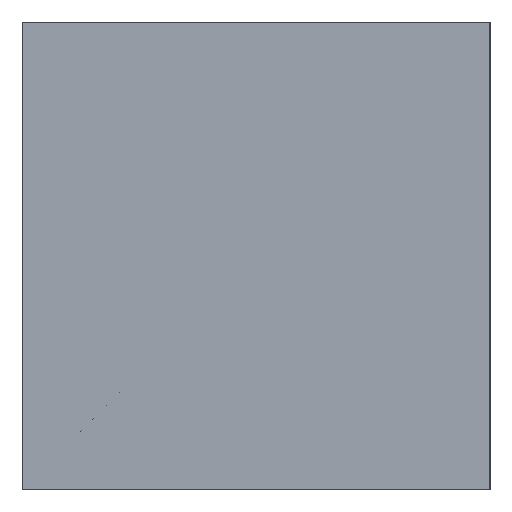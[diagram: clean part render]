
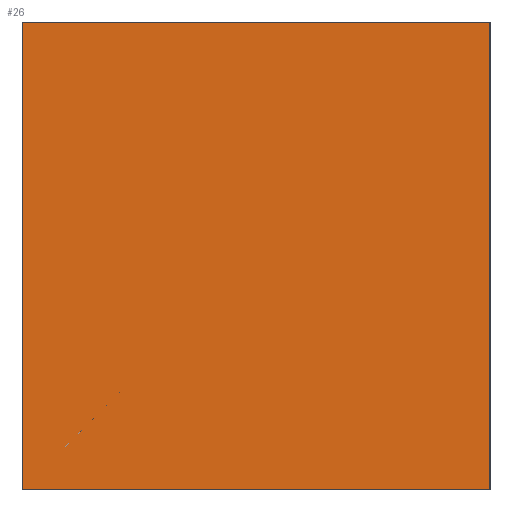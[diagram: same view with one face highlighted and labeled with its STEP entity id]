
A CAD part, left-side view. The second image highlights one B-rep face of the part: STEP entity #26.
In plain terms, the highlighted planar face has unit normal (-1, 0, 0).
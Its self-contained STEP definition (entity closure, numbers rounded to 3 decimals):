
#1 = CARTESIAN_POINT ( 'NONE',  ( -20., 10., 20. ) ) ;
#15 = ORIENTED_EDGE ( 'NONE', *, *, #260, .F. ) ;
#26 = ADVANCED_FACE ( 'NONE', ( #196 ), #234, .F. ) ;
#28 = VERTEX_POINT ( 'NONE', #213 ) ;
#30 = VECTOR ( 'NONE', #165, 1000. ) ;
#34 = DIRECTION ( 'NONE',  ( 0., -1., 0. ) ) ;
#39 = VECTOR ( 'NONE', #82, 1000. ) ;
#46 = ORIENTED_EDGE ( 'NONE', *, *, #139, .T. ) ;
#68 = EDGE_LOOP ( 'NONE', ( #46, #178, #15, #256 ) ) ;
#73 = CARTESIAN_POINT ( 'NONE',  ( -20., -10., 20. ) ) ;
#77 = DIRECTION ( 'NONE',  ( 1., 0., 0. ) ) ;
#82 = DIRECTION ( 'NONE',  ( 0., -1., 0. ) ) ;
#97 = VERTEX_POINT ( 'NONE', #192 ) ;
#102 = DIRECTION ( 'NONE',  ( 0., 0., -1. ) ) ;
#114 = CARTESIAN_POINT ( 'NONE',  ( -20., -10., 0. ) ) ;
#119 = LINE ( 'NONE', #200, #195 ) ;
#129 = DIRECTION ( 'NONE',  ( 0., 0., -1. ) ) ;
#130 = LINE ( 'NONE', #219, #167 ) ;
#132 = CARTESIAN_POINT ( 'NONE',  ( -20., 10., 20. ) ) ;
#139 = EDGE_CURVE ( 'NONE', #28, #175, #224, .T. ) ;
#165 = DIRECTION ( 'NONE',  ( 0., 0., -1. ) ) ;
#167 = VECTOR ( 'NONE', #34, 1000. ) ;
#175 = VERTEX_POINT ( 'NONE', #114 ) ;
#178 = ORIENTED_EDGE ( 'NONE', *, *, #211, .F. ) ;
#185 = LINE ( 'NONE', #1, #30 ) ;
#190 = AXIS2_PLACEMENT_3D ( 'NONE', #73, #77, #129 ) ;
#192 = CARTESIAN_POINT ( 'NONE',  ( -20., -10., 20. ) ) ;
#195 = VECTOR ( 'NONE', #102, 1000. ) ;
#196 = FACE_OUTER_BOUND ( 'NONE', #68, .T. ) ;
#200 = CARTESIAN_POINT ( 'NONE',  ( -20., -10., 20. ) ) ;
#201 = CARTESIAN_POINT ( 'NONE',  ( -20., -10., 0. ) ) ;
#211 = EDGE_CURVE ( 'NONE', #97, #175, #119, .T. ) ;
#213 = CARTESIAN_POINT ( 'NONE',  ( -20., 10., 0. ) ) ;
#219 = CARTESIAN_POINT ( 'NONE',  ( -20., -10., 20. ) ) ;
#220 = EDGE_CURVE ( 'NONE', #251, #28, #185, .T. ) ;
#224 = LINE ( 'NONE', #201, #39 ) ;
#234 = PLANE ( 'NONE',  #190 ) ;
#251 = VERTEX_POINT ( 'NONE', #132 ) ;
#256 = ORIENTED_EDGE ( 'NONE', *, *, #220, .T. ) ;
#260 = EDGE_CURVE ( 'NONE', #251, #97, #130, .T. ) ;
